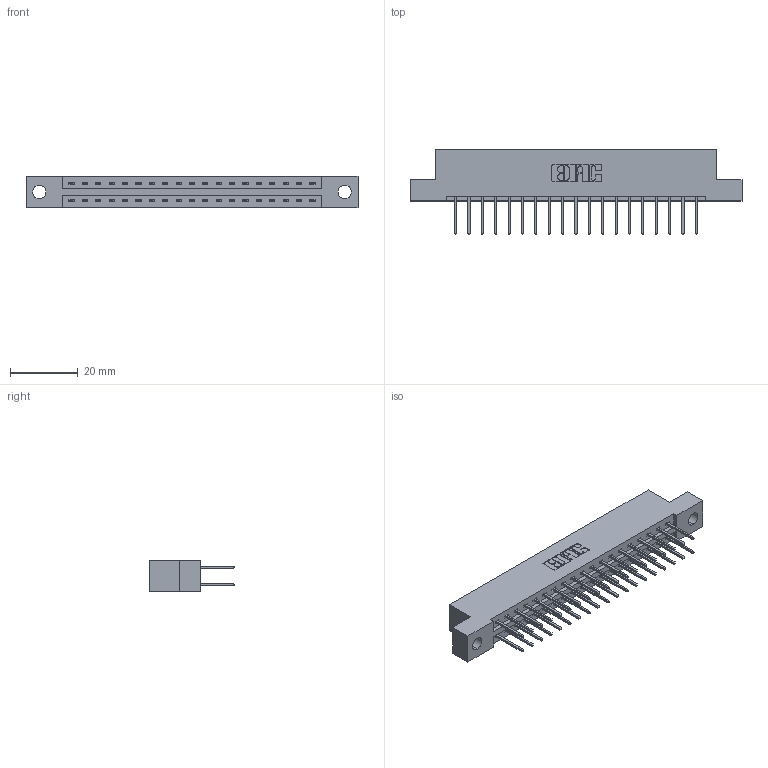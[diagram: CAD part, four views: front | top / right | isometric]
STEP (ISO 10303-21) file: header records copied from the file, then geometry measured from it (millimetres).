
FILE_DESCRIPTION (( 'STEP AP203' ), '1' );
FILE_NAME ('337-038-523-204.STEP', '2019-10-09T10:44:24', ( '' ), ( '' ), 'SwSTEP 2.0', 'SolidWorks 2016', '' );
FILE_SCHEMA (( 'CONFIG_CONTROL_DESIGN' ));
Length unit declared in the file: inch
Products named in the file (3): 337 Part_Flush Mounting Lugs - 0.156 Dia-TH; 345-292-001_345-293-123; 337-038-523-204
Assembly tree (39 placements, depth 2):
  337-038-523-204
    337 Part_Flush Mounting Lugs - 0.156 Dia-TH
    345-292-001_345-293-123  x38
Bounding box: 98.3 x 25.15 x 9.4 mm (x, y, z)
Volume: 10043.3 mm3; surface area: 11298.1 mm2
Topology: 39 solids, 39 shells, 2166 faces, 6429 edges, 4234 vertices
Faces by surface type: plane 1514, cylinder 652
Entity records: 17727 total; most frequent: CARTESIAN_POINT 3006, ORIENTED_EDGE 2942, DIRECTION 2599, EDGE_CURVE 1471, LINE 1343, VECTOR 1343, VERTEX_POINT 978, AXIS2_PLACEMENT_3D 628
